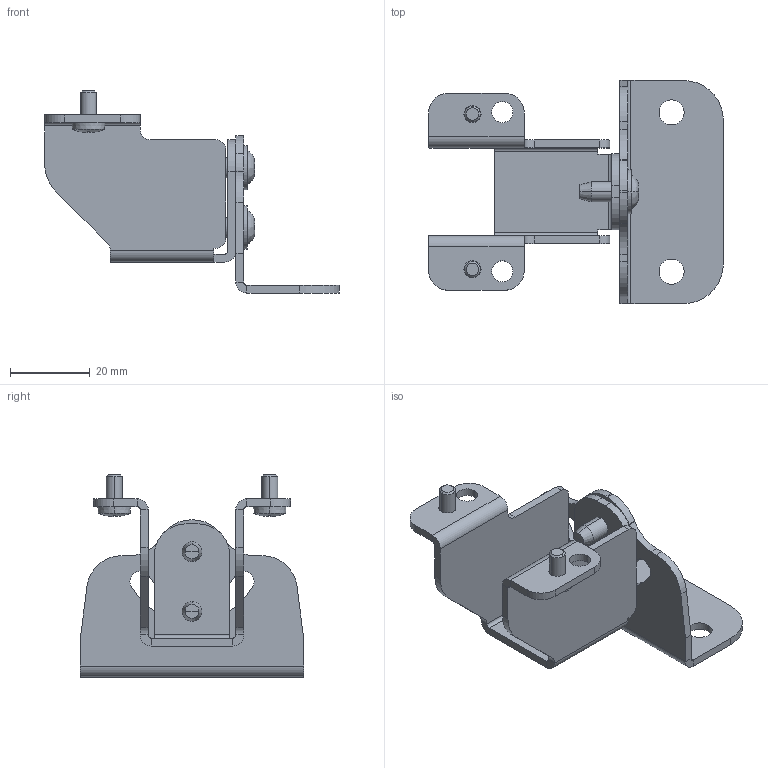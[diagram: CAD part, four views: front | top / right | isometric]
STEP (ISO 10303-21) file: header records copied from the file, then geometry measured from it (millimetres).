
FILE_DESCRIPTION (( 'STEP AP214' ), '1' );
FILE_NAME ('SZ-320KS.step', '2019-03-26T15:53:04', ( '' ), ( '' ), 'SwSTEP 2.0', 'SolidWorks 2018', '' );
FILE_SCHEMA (( 'AUTOMOTIVE_DESIGN' ));
Length unit declared in the file: inch
Products named in the file (1): SZ-320KS
Bounding box: 74 x 56 x 50.8 mm (x, y, z)
Volume: 15056.6 mm3; surface area: 16922.1 mm2
Topology: 6 solids, 6 shells, 212 faces, 512 edges, 316 vertices
Faces by surface type: plane 118, cylinder 72, cone 12, bspline 10
Entity records: 7481 total; most frequent: CARTESIAN_POINT 1223, DIRECTION 1088, ORIENTED_EDGE 1016, EDGE_CURVE 508, AXIS2_PLACEMENT_3D 397, VERTEX_POINT 316, LINE 294, VECTOR 294
